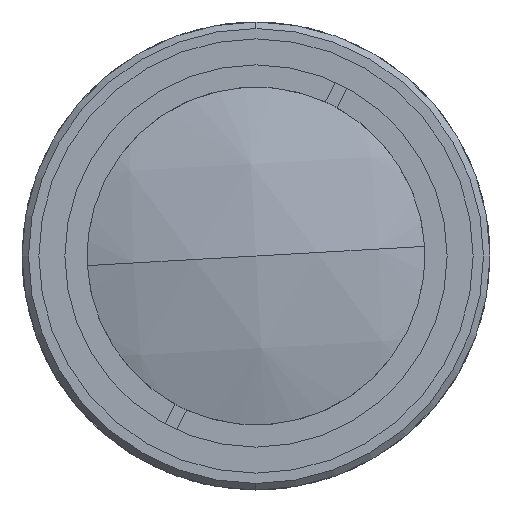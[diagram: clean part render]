
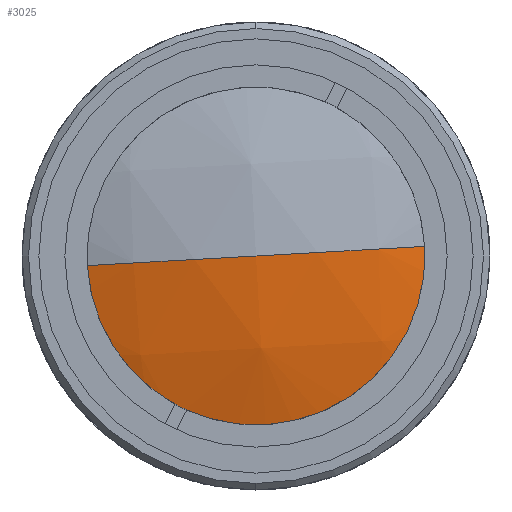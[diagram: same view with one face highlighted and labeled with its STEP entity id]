
A CAD part, left-side view. The second image highlights one B-rep face of the part: STEP entity #3025.
In plain terms, the highlighted spherical face has radius 43.203 mm.
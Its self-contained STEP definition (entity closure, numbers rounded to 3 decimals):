
#28 = DIRECTION ( 'NONE',  ( -1., 0., 0. ) ) ;
#66 = DIRECTION ( 'NONE',  ( 0., 0.998, -0.057 ) ) ;
#145 = CARTESIAN_POINT ( 'NONE',  ( 11.331, 13.977, -0.794 ) ) ;
#179 = EDGE_CURVE ( 'NONE', #4146, #1315, #1864, .T. ) ;
#227 = DIRECTION ( 'NONE',  ( 0., -0.057, -0.998 ) ) ;
#329 = AXIS2_PLACEMENT_3D ( 'NONE', #1298, #227, #1682 ) ;
#540 = CARTESIAN_POINT ( 'NONE',  ( 9., 0., 0. ) ) ;
#611 = FACE_OUTER_BOUND ( 'NONE', #1662, .T. ) ;
#711 = ORIENTED_EDGE ( 'NONE', *, *, #179, .F. ) ;
#732 = DIRECTION ( 'NONE',  ( 0., 0.057, 0.998 ) ) ;
#747 = CARTESIAN_POINT ( 'NONE',  ( 52.203, 0., 0. ) ) ;
#800 = CARTESIAN_POINT ( 'NONE',  ( 11.331, -13.977, 0.794 ) ) ;
#833 = AXIS2_PLACEMENT_3D ( 'NONE', #747, #1907, #66 ) ;
#1075 = ORIENTED_EDGE ( 'NONE', *, *, #3165, .T. ) ;
#1167 = EDGE_CURVE ( 'NONE', #1757, #1315, #2902, .T. ) ;
#1298 = CARTESIAN_POINT ( 'NONE',  ( 52.203, 0., 0. ) ) ;
#1315 = VERTEX_POINT ( 'NONE', #540 ) ;
#1662 = EDGE_LOOP ( 'NONE', ( #1075, #3690, #711 ) ) ;
#1682 = DIRECTION ( 'NONE',  ( 0., 0.998, -0.057 ) ) ;
#1757 = VERTEX_POINT ( 'NONE', #800 ) ;
#1864 = CIRCLE ( 'NONE', #3020, 43.203 ) ;
#1907 = DIRECTION ( 'NONE',  ( 0., -0.057, -0.998 ) ) ;
#1948 = CARTESIAN_POINT ( 'NONE',  ( 11.331, 0., 0. ) ) ;
#2170 = AXIS2_PLACEMENT_3D ( 'NONE', #1948, #28, #4448 ) ;
#2196 = DIRECTION ( 'NONE',  ( 0., -0.998, 0.057 ) ) ;
#2902 = CIRCLE ( 'NONE', #833, 43.203 ) ;
#3020 = AXIS2_PLACEMENT_3D ( 'NONE', #4020, #732, #2196 ) ;
#3025 = ADVANCED_FACE ( 'NONE', ( #611 ), #4595, .T. ) ;
#3165 = EDGE_CURVE ( 'NONE', #4146, #1757, #4242, .T. ) ;
#3690 = ORIENTED_EDGE ( 'NONE', *, *, #1167, .T. ) ;
#4020 = CARTESIAN_POINT ( 'NONE',  ( 52.203, 0., 0. ) ) ;
#4146 = VERTEX_POINT ( 'NONE', #145 ) ;
#4242 = CIRCLE ( 'NONE', #2170, 14. ) ;
#4448 = DIRECTION ( 'NONE',  ( 0., 0.057, 0.998 ) ) ;
#4595 = SPHERICAL_SURFACE ( 'NONE', #329, 43.203 ) ;
